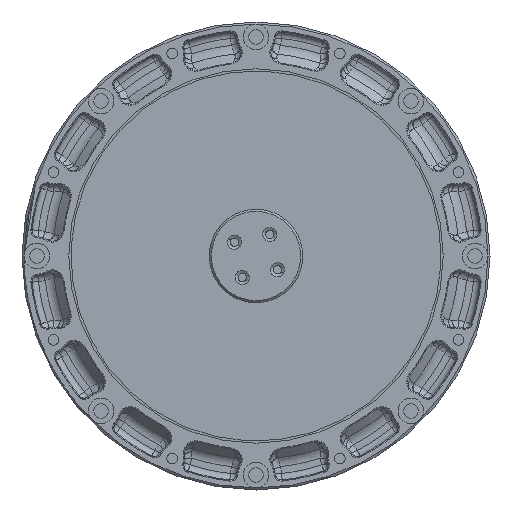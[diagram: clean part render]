
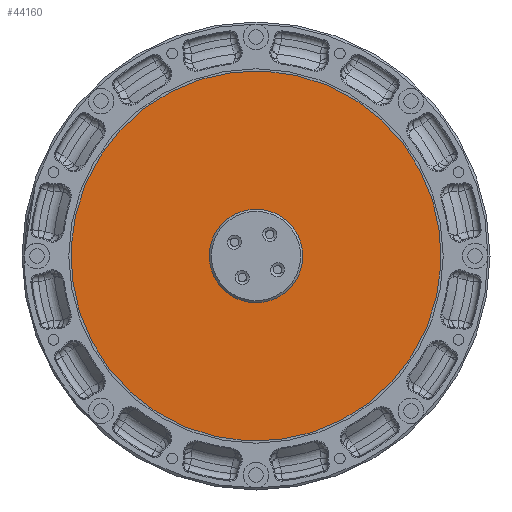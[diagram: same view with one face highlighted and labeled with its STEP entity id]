
A CAD part, front view. The second image highlights one B-rep face of the part: STEP entity #44160.
In plain terms, the highlighted planar face has unit normal (0, -1, 0).
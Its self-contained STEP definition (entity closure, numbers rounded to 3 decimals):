
#44 = CARTESIAN_POINT ( 'NONE',  ( 23.494, -23.65, 36.61 ) ) ;
#1138 = CARTESIAN_POINT ( 'NONE',  ( 0., -23.65, 0. ) ) ;
#3362 = AXIS2_PLACEMENT_3D ( 'NONE', #27808, #68714, #63474 ) ;
#4360 = CIRCLE ( 'NONE', #72517, 11. ) ;
#7090 = ORIENTED_EDGE ( 'NONE', *, *, #51502, .T. ) ;
#8057 = DIRECTION ( 'NONE',  ( -0.842, 0., 0.54 ) ) ;
#9756 = AXIS2_PLACEMENT_3D ( 'NONE', #1138, #37597, #18969 ) ;
#10104 = CARTESIAN_POINT ( 'NONE',  ( -23.494, -23.65, -36.61 ) ) ;
#10310 = CARTESIAN_POINT ( 'NONE',  ( -9.258, -23.65, 5.941 ) ) ;
#10978 = FACE_BOUND ( 'NONE', #57397, .T. ) ;
#11196 = DIRECTION ( 'NONE',  ( -0.842, 0., 0.54 ) ) ;
#14161 = DIRECTION ( 'NONE',  ( 0., -1., 0. ) ) ;
#14545 = VERTEX_POINT ( 'NONE', #10104 ) ;
#14869 = CIRCLE ( 'NONE', #3362, 43.5 ) ;
#17047 = CARTESIAN_POINT ( 'NONE',  ( 0., -23.65, 0. ) ) ;
#17092 = VERTEX_POINT ( 'NONE', #17897 ) ;
#17897 = CARTESIAN_POINT ( 'NONE',  ( 9.258, -23.65, -5.941 ) ) ;
#18969 = DIRECTION ( 'NONE',  ( -0.842, 0., 0.54 ) ) ;
#20311 = ORIENTED_EDGE ( 'NONE', *, *, #46744, .F. ) ;
#27808 = CARTESIAN_POINT ( 'NONE',  ( 0., -23.65, 0. ) ) ;
#30893 = CIRCLE ( 'NONE', #64195, 43.5 ) ;
#37597 = DIRECTION ( 'NONE',  ( 0., -1., 0. ) ) ;
#40076 = FACE_OUTER_BOUND ( 'NONE', #42348, .T. ) ;
#42348 = EDGE_LOOP ( 'NONE', ( #64811, #7090 ) ) ;
#44160 = ADVANCED_FACE ( 'NONE', ( #40076, #10978 ), #59235, .T. ) ;
#45254 = DIRECTION ( 'NONE',  ( -0.842, 0., 0.54 ) ) ;
#46744 = EDGE_CURVE ( 'NONE', #17092, #48323, #66439, .T. ) ;
#48323 = VERTEX_POINT ( 'NONE', #10310 ) ;
#51401 = EDGE_CURVE ( 'NONE', #65155, #14545, #30893, .T. ) ;
#51502 = EDGE_CURVE ( 'NONE', #14545, #65155, #14869, .T. ) ;
#51982 = ORIENTED_EDGE ( 'NONE', *, *, #68853, .F. ) ;
#57397 = EDGE_LOOP ( 'NONE', ( #20311, #51982 ) ) ;
#59235 = PLANE ( 'NONE',  #9756 ) ;
#62445 = CARTESIAN_POINT ( 'NONE',  ( 0., -23.65, 0. ) ) ;
#62873 = DIRECTION ( 'NONE',  ( 0., -1., 0. ) ) ;
#63474 = DIRECTION ( 'NONE',  ( -0.842, 0., 0.54 ) ) ;
#64195 = AXIS2_PLACEMENT_3D ( 'NONE', #62445, #14161, #8057 ) ;
#64811 = ORIENTED_EDGE ( 'NONE', *, *, #51401, .T. ) ;
#65055 = DIRECTION ( 'NONE',  ( 0., -1., 0. ) ) ;
#65155 = VERTEX_POINT ( 'NONE', #44 ) ;
#66439 = CIRCLE ( 'NONE', #71764, 11. ) ;
#68714 = DIRECTION ( 'NONE',  ( 0., -1., 0. ) ) ;
#68853 = EDGE_CURVE ( 'NONE', #48323, #17092, #4360, .T. ) ;
#71764 = AXIS2_PLACEMENT_3D ( 'NONE', #17047, #65055, #11196 ) ;
#72517 = AXIS2_PLACEMENT_3D ( 'NONE', #75166, #62873, #45254 ) ;
#75166 = CARTESIAN_POINT ( 'NONE',  ( 0., -23.65, 0. ) ) ;
